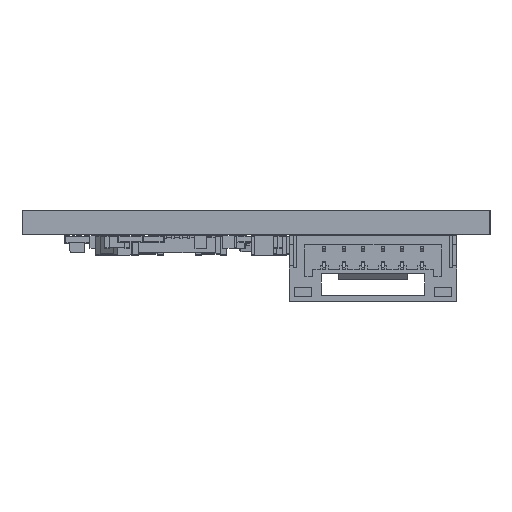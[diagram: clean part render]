
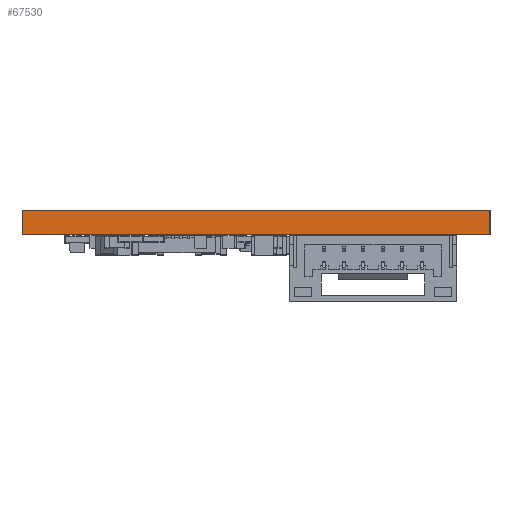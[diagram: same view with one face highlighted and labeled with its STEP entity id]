
A CAD part, left-side view. The second image highlights one B-rep face of the part: STEP entity #67530.
In plain terms, the highlighted planar face has unit normal (-1, 0, 0).
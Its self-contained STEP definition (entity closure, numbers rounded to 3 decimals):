
#64447 = PLANE('',#64448);
#64448 = AXIS2_PLACEMENT_3D('',#64449,#64450,#64451);
#64449 = CARTESIAN_POINT('',(153.123,-89.921,1.58));
#64450 = DIRECTION('',(-0.,-0.,-1.));
#64451 = DIRECTION('',(-1.,0.,0.));
#64501 = PLANE('',#64502);
#64502 = AXIS2_PLACEMENT_3D('',#64503,#64504,#64505);
#64503 = CARTESIAN_POINT('',(153.123,-89.921,0.));
#64504 = DIRECTION('',(-0.,-0.,-1.));
#64505 = DIRECTION('',(-1.,0.,0.));
#65140 = VERTEX_POINT('',#65141);
#65141 = CARTESIAN_POINT('',(125.443,-104.921,0.));
#65155 = PLANE('',#65156);
#65156 = AXIS2_PLACEMENT_3D('',#65157,#65158,#65159);
#65157 = CARTESIAN_POINT('',(175.443,-104.921,0.));
#65158 = DIRECTION('',(0.,-1.,0.));
#65159 = DIRECTION('',(-1.,0.,0.));
#65167 = EDGE_CURVE('',#65140,#65168,#65170,.T.);
#65168 = VERTEX_POINT('',#65169);
#65169 = CARTESIAN_POINT('',(125.443,-74.921,0.));
#65170 = SURFACE_CURVE('',#65171,(#65175,#65182),.PCURVE_S1.);
#65171 = LINE('',#65172,#65173);
#65172 = CARTESIAN_POINT('',(125.443,-104.921,0.));
#65173 = VECTOR('',#65174,1.);
#65174 = DIRECTION('',(0.,1.,0.));
#65175 = PCURVE('',#64501,#65176);
#65176 = DEFINITIONAL_REPRESENTATION('',(#65177),#65181);
#65177 = LINE('',#65178,#65179);
#65178 = CARTESIAN_POINT('',(27.68,-15.));
#65179 = VECTOR('',#65180,1.);
#65180 = DIRECTION('',(0.,1.));
#65181 = ( GEOMETRIC_REPRESENTATION_CONTEXT(2) 
PARAMETRIC_REPRESENTATION_CONTEXT() REPRESENTATION_CONTEXT('2D SPACE',''
  ) );
#65182 = PCURVE('',#65183,#65188);
#65183 = PLANE('',#65184);
#65184 = AXIS2_PLACEMENT_3D('',#65185,#65186,#65187);
#65185 = CARTESIAN_POINT('',(125.443,-104.921,0.));
#65186 = DIRECTION('',(-1.,0.,0.));
#65187 = DIRECTION('',(0.,1.,0.));
#65188 = DEFINITIONAL_REPRESENTATION('',(#65189),#65193);
#65189 = LINE('',#65190,#65191);
#65190 = CARTESIAN_POINT('',(0.,0.));
#65191 = VECTOR('',#65192,1.);
#65192 = DIRECTION('',(1.,0.));
#65193 = ( GEOMETRIC_REPRESENTATION_CONTEXT(2) 
PARAMETRIC_REPRESENTATION_CONTEXT() REPRESENTATION_CONTEXT('2D SPACE',''
  ) );
#65211 = PLANE('',#65212);
#65212 = AXIS2_PLACEMENT_3D('',#65213,#65214,#65215);
#65213 = CARTESIAN_POINT('',(125.443,-74.921,0.));
#65214 = DIRECTION('',(0.,1.,0.));
#65215 = DIRECTION('',(1.,0.,0.));
#66446 = VERTEX_POINT('',#66447);
#66447 = CARTESIAN_POINT('',(125.443,-104.921,1.58));
#66468 = EDGE_CURVE('',#66446,#66469,#66471,.T.);
#66469 = VERTEX_POINT('',#66470);
#66470 = CARTESIAN_POINT('',(125.443,-74.921,1.58));
#66471 = SURFACE_CURVE('',#66472,(#66476,#66483),.PCURVE_S1.);
#66472 = LINE('',#66473,#66474);
#66473 = CARTESIAN_POINT('',(125.443,-104.921,1.58));
#66474 = VECTOR('',#66475,1.);
#66475 = DIRECTION('',(0.,1.,0.));
#66476 = PCURVE('',#64447,#66477);
#66477 = DEFINITIONAL_REPRESENTATION('',(#66478),#66482);
#66478 = LINE('',#66479,#66480);
#66479 = CARTESIAN_POINT('',(27.68,-15.));
#66480 = VECTOR('',#66481,1.);
#66481 = DIRECTION('',(0.,1.));
#66482 = ( GEOMETRIC_REPRESENTATION_CONTEXT(2) 
PARAMETRIC_REPRESENTATION_CONTEXT() REPRESENTATION_CONTEXT('2D SPACE',''
  ) );
#66483 = PCURVE('',#65183,#66484);
#66484 = DEFINITIONAL_REPRESENTATION('',(#66485),#66489);
#66485 = LINE('',#66486,#66487);
#66486 = CARTESIAN_POINT('',(0.,-1.58));
#66487 = VECTOR('',#66488,1.);
#66488 = DIRECTION('',(1.,0.));
#66489 = ( GEOMETRIC_REPRESENTATION_CONTEXT(2) 
PARAMETRIC_REPRESENTATION_CONTEXT() REPRESENTATION_CONTEXT('2D SPACE',''
  ) );
#67508 = EDGE_CURVE('',#65168,#66469,#67509,.T.);
#67509 = SURFACE_CURVE('',#67510,(#67514,#67521),.PCURVE_S1.);
#67510 = LINE('',#67511,#67512);
#67511 = CARTESIAN_POINT('',(125.443,-74.921,0.));
#67512 = VECTOR('',#67513,1.);
#67513 = DIRECTION('',(0.,0.,1.));
#67514 = PCURVE('',#65211,#67515);
#67515 = DEFINITIONAL_REPRESENTATION('',(#67516),#67520);
#67516 = LINE('',#67517,#67518);
#67517 = CARTESIAN_POINT('',(0.,0.));
#67518 = VECTOR('',#67519,1.);
#67519 = DIRECTION('',(0.,-1.));
#67520 = ( GEOMETRIC_REPRESENTATION_CONTEXT(2) 
PARAMETRIC_REPRESENTATION_CONTEXT() REPRESENTATION_CONTEXT('2D SPACE',''
  ) );
#67521 = PCURVE('',#65183,#67522);
#67522 = DEFINITIONAL_REPRESENTATION('',(#67523),#67527);
#67523 = LINE('',#67524,#67525);
#67524 = CARTESIAN_POINT('',(30.,0.));
#67525 = VECTOR('',#67526,1.);
#67526 = DIRECTION('',(0.,-1.));
#67527 = ( GEOMETRIC_REPRESENTATION_CONTEXT(2) 
PARAMETRIC_REPRESENTATION_CONTEXT() REPRESENTATION_CONTEXT('2D SPACE',''
  ) );
#67530 = ADVANCED_FACE('',(#67531),#65183,.T.);
#67531 = FACE_BOUND('',#67532,.T.);
#67532 = EDGE_LOOP('',(#67533,#67554,#67555,#67556));
#67533 = ORIENTED_EDGE('',*,*,#67534,.T.);
#67534 = EDGE_CURVE('',#65140,#66446,#67535,.T.);
#67535 = SURFACE_CURVE('',#67536,(#67540,#67547),.PCURVE_S1.);
#67536 = LINE('',#67537,#67538);
#67537 = CARTESIAN_POINT('',(125.443,-104.921,0.));
#67538 = VECTOR('',#67539,1.);
#67539 = DIRECTION('',(0.,0.,1.));
#67540 = PCURVE('',#65183,#67541);
#67541 = DEFINITIONAL_REPRESENTATION('',(#67542),#67546);
#67542 = LINE('',#67543,#67544);
#67543 = CARTESIAN_POINT('',(0.,0.));
#67544 = VECTOR('',#67545,1.);
#67545 = DIRECTION('',(0.,-1.));
#67546 = ( GEOMETRIC_REPRESENTATION_CONTEXT(2) 
PARAMETRIC_REPRESENTATION_CONTEXT() REPRESENTATION_CONTEXT('2D SPACE',''
  ) );
#67547 = PCURVE('',#65155,#67548);
#67548 = DEFINITIONAL_REPRESENTATION('',(#67549),#67553);
#67549 = LINE('',#67550,#67551);
#67550 = CARTESIAN_POINT('',(50.,0.));
#67551 = VECTOR('',#67552,1.);
#67552 = DIRECTION('',(0.,-1.));
#67553 = ( GEOMETRIC_REPRESENTATION_CONTEXT(2) 
PARAMETRIC_REPRESENTATION_CONTEXT() REPRESENTATION_CONTEXT('2D SPACE',''
  ) );
#67554 = ORIENTED_EDGE('',*,*,#66468,.T.);
#67555 = ORIENTED_EDGE('',*,*,#67508,.F.);
#67556 = ORIENTED_EDGE('',*,*,#65167,.F.);
